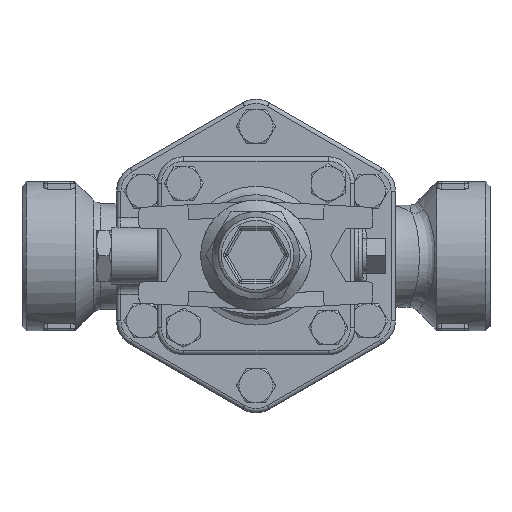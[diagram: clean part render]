
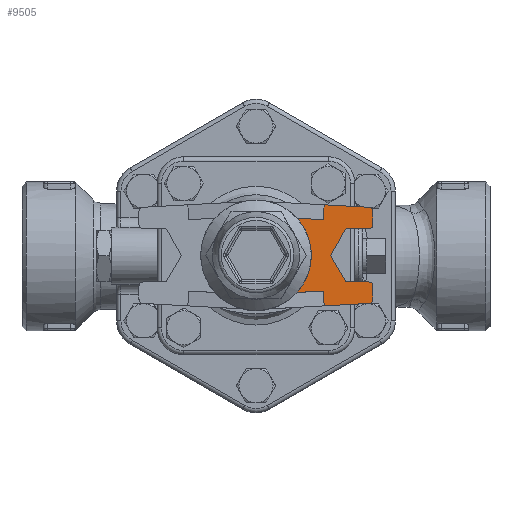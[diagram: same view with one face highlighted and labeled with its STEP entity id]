
A CAD part, top view. The second image highlights one B-rep face of the part: STEP entity #9505.
In plain terms, the highlighted planar face has unit normal (0, 0, 1).
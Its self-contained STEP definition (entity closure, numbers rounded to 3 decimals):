
#9095=CARTESIAN_POINT('',(19.285,-17.438,331.));
#9096=VERTEX_POINT('',#9095);
#9103=CARTESIAN_POINT('',(19.285,17.438,331.));
#9104=VERTEX_POINT('',#9103);
#9105=CARTESIAN_POINT('',(0.0,0.0,331.0));
#9106=DIRECTION('',(0.0,0.0,1.0));
#9107=DIRECTION('',(-1.0,0.0,0.0));
#9108=AXIS2_PLACEMENT_3D('',#9105,#9106,#9107);
#9109=CIRCLE('',#9108,26.0);
#9110=EDGE_CURVE('',#9096,#9104,#9109,.T.);
#9148=CARTESIAN_POINT('',(42.794,12.5,331.));
#9149=VERTEX_POINT('',#9148);
#9156=CARTESIAN_POINT('',(41.928,12.,331.));
#9157=VERTEX_POINT('',#9156);
#9158=CARTESIAN_POINT('',(42.794,11.5,331.0));
#9159=DIRECTION('',(0.0,0.0,1.0));
#9160=DIRECTION('',(-0.5,0.866,0.0));
#9161=AXIS2_PLACEMENT_3D('',#9158,#9159,#9160);
#9162=CIRCLE('',#9161,1.0);
#9163=EDGE_CURVE('',#9149,#9157,#9162,.T.);
#9181=CARTESIAN_POINT('',(53.0,12.5,331.));
#9182=VERTEX_POINT('',#9181);
#9189=CARTESIAN_POINT('',(53.0,12.5,331.));
#9190=DIRECTION('',(-1.0,0.0,0.0));
#9191=VECTOR('',#9190,10.206);
#9192=LINE('',#9189,#9191);
#9193=EDGE_CURVE('',#9182,#9149,#9192,.T.);
#9204=CARTESIAN_POINT('',(41.928,-12.,331.));
#9205=VERTEX_POINT('',#9204);
#9212=CARTESIAN_POINT('',(42.794,-12.5,331.));
#9213=VERTEX_POINT('',#9212);
#9214=CARTESIAN_POINT('',(42.794,-11.5,331.0));
#9215=DIRECTION('',(0.0,0.0,1.0));
#9216=DIRECTION('',(-0.5,-0.866,0.0));
#9217=AXIS2_PLACEMENT_3D('',#9214,#9215,#9216);
#9218=CIRCLE('',#9217,1.0);
#9219=EDGE_CURVE('',#9205,#9213,#9218,.T.);
#9237=CARTESIAN_POINT('',(35.,0.,331.0));
#9238=VERTEX_POINT('',#9237);
#9245=CARTESIAN_POINT('',(41.928,-12.,331.));
#9246=DIRECTION('',(-0.5,0.866,0.));
#9247=VECTOR('',#9246,13.856);
#9248=LINE('',#9245,#9247);
#9249=EDGE_CURVE('',#9205,#9238,#9248,.T.);
#9371=CARTESIAN_POINT('',(55.0,14.5,331.));
#9372=VERTEX_POINT('',#9371);
#9373=CARTESIAN_POINT('',(53.0,14.5,331.0));
#9374=DIRECTION('',(0.0,0.0,-1.0));
#9375=DIRECTION('',(0.707,-0.707,0.0));
#9376=AXIS2_PLACEMENT_3D('',#9373,#9374,#9375);
#9377=CIRCLE('',#9376,2.);
#9378=EDGE_CURVE('',#9372,#9182,#9377,.T.);
#9391=CARTESIAN_POINT('',(25.235,13.561,331.0));
#9392=DIRECTION('',(0.0,0.0,1.0));
#9393=DIRECTION('',(1.0,0.0,0.0));
#9394=AXIS2_PLACEMENT_3D('',#9391,#9392,#9393);
#9395=PLANE('',#9394);
#9396=ORIENTED_EDGE('',*,*,#9378,.F.);
#9397=CARTESIAN_POINT('',(55.0,20.606,331.));
#9398=VERTEX_POINT('',#9397);
#9399=CARTESIAN_POINT('',(55.0,20.606,331.));
#9400=DIRECTION('',(0.0,-1.0,0.0));
#9401=VECTOR('',#9400,6.106);
#9402=LINE('',#9399,#9401);
#9403=EDGE_CURVE('',#9398,#9372,#9402,.T.);
#9404=ORIENTED_EDGE('',*,*,#9403,.F.);
#9405=CARTESIAN_POINT('',(53.109,22.603,331.));
#9406=VERTEX_POINT('',#9405);
#9407=CARTESIAN_POINT('',(53.0,20.606,331.0));
#9408=DIRECTION('',(0.0,0.0,-1.0));
#9409=DIRECTION('',(0.726,0.688,0.0));
#9410=AXIS2_PLACEMENT_3D('',#9407,#9408,#9409);
#9411=CIRCLE('',#9410,2.0);
#9412=EDGE_CURVE('',#9406,#9398,#9411,.T.);
#9413=ORIENTED_EDGE('',*,*,#9412,.F.);
#9414=CARTESIAN_POINT('',(32.034,23.753,331.));
#9415=VERTEX_POINT('',#9414);
#9416=CARTESIAN_POINT('',(32.034,23.753,331.));
#9417=DIRECTION('',(0.999,-0.054,0.));
#9418=VECTOR('',#9417,21.106);
#9419=LINE('',#9416,#9418);
#9420=EDGE_CURVE('',#9415,#9406,#9419,.T.);
#9421=ORIENTED_EDGE('',*,*,#9420,.F.);
#9422=CARTESIAN_POINT('',(31.653,16.763,331.));
#9423=VERTEX_POINT('',#9422);
#9424=CARTESIAN_POINT('',(32.034,23.753,331.));
#9425=DIRECTION('',(-0.054,-0.999,0.0));
#9426=VECTOR('',#9425,7.);
#9427=LINE('',#9424,#9426);
#9428=EDGE_CURVE('',#9415,#9423,#9427,.T.);
#9429=ORIENTED_EDGE('',*,*,#9428,.T.);
#9430=CARTESIAN_POINT('',(31.653,16.763,331.));
#9431=DIRECTION('',(-0.999,0.054,0.0));
#9432=VECTOR('',#9431,12.386);
#9433=LINE('',#9430,#9432);
#9434=EDGE_CURVE('',#9423,#9104,#9433,.T.);
#9435=ORIENTED_EDGE('',*,*,#9434,.T.);
#9436=ORIENTED_EDGE('',*,*,#9110,.F.);
#9437=CARTESIAN_POINT('',(31.653,-16.763,331.));
#9438=VERTEX_POINT('',#9437);
#9439=CARTESIAN_POINT('',(19.285,-17.438,331.));
#9440=DIRECTION('',(0.999,0.054,0.0));
#9441=VECTOR('',#9440,12.386);
#9442=LINE('',#9439,#9441);
#9443=EDGE_CURVE('',#9096,#9438,#9442,.T.);
#9444=ORIENTED_EDGE('',*,*,#9443,.T.);
#9445=CARTESIAN_POINT('',(32.034,-23.753,331.));
#9446=VERTEX_POINT('',#9445);
#9447=CARTESIAN_POINT('',(31.653,-16.763,331.));
#9448=DIRECTION('',(0.054,-0.999,0.0));
#9449=VECTOR('',#9448,7.);
#9450=LINE('',#9447,#9449);
#9451=EDGE_CURVE('',#9438,#9446,#9450,.T.);
#9452=ORIENTED_EDGE('',*,*,#9451,.T.);
#9453=CARTESIAN_POINT('',(53.109,-22.603,331.));
#9454=VERTEX_POINT('',#9453);
#9455=CARTESIAN_POINT('',(32.034,-23.753,331.));
#9456=DIRECTION('',(0.999,0.054,0.));
#9457=VECTOR('',#9456,21.106);
#9458=LINE('',#9455,#9457);
#9459=EDGE_CURVE('',#9446,#9454,#9458,.T.);
#9460=ORIENTED_EDGE('',*,*,#9459,.T.);
#9461=CARTESIAN_POINT('',(55.0,-20.606,331.));
#9462=VERTEX_POINT('',#9461);
#9463=CARTESIAN_POINT('',(53.0,-20.606,331.0));
#9464=DIRECTION('',(0.0,0.0,-1.0));
#9465=DIRECTION('',(0.726,-0.688,0.0));
#9466=AXIS2_PLACEMENT_3D('',#9463,#9464,#9465);
#9467=CIRCLE('',#9466,2.0);
#9468=EDGE_CURVE('',#9462,#9454,#9467,.T.);
#9469=ORIENTED_EDGE('',*,*,#9468,.F.);
#9470=CARTESIAN_POINT('',(55.0,-14.5,331.));
#9471=VERTEX_POINT('',#9470);
#9472=CARTESIAN_POINT('',(55.0,-20.606,331.));
#9473=DIRECTION('',(0.0,1.0,0.0));
#9474=VECTOR('',#9473,6.106);
#9475=LINE('',#9472,#9474);
#9476=EDGE_CURVE('',#9462,#9471,#9475,.T.);
#9477=ORIENTED_EDGE('',*,*,#9476,.T.);
#9478=CARTESIAN_POINT('',(53.,-12.5,331.));
#9479=VERTEX_POINT('',#9478);
#9480=CARTESIAN_POINT('',(53.,-14.5,331.0));
#9481=DIRECTION('',(0.0,0.0,-1.));
#9482=DIRECTION('',(0.707,0.707,0.0));
#9483=AXIS2_PLACEMENT_3D('',#9480,#9481,#9482);
#9484=CIRCLE('',#9483,2.);
#9485=EDGE_CURVE('',#9479,#9471,#9484,.T.);
#9486=ORIENTED_EDGE('',*,*,#9485,.F.);
#9487=CARTESIAN_POINT('',(53.,-12.5,331.));
#9488=DIRECTION('',(-1.0,0.0,0.0));
#9489=VECTOR('',#9488,10.206);
#9490=LINE('',#9487,#9489);
#9491=EDGE_CURVE('',#9479,#9213,#9490,.T.);
#9492=ORIENTED_EDGE('',*,*,#9491,.T.);
#9493=ORIENTED_EDGE('',*,*,#9219,.F.);
#9494=ORIENTED_EDGE('',*,*,#9249,.T.);
#9495=CARTESIAN_POINT('',(41.928,12.,331.));
#9496=DIRECTION('',(-0.5,-0.866,0.));
#9497=VECTOR('',#9496,13.856);
#9498=LINE('',#9495,#9497);
#9499=EDGE_CURVE('',#9157,#9238,#9498,.T.);
#9500=ORIENTED_EDGE('',*,*,#9499,.F.);
#9501=ORIENTED_EDGE('',*,*,#9163,.F.);
#9502=ORIENTED_EDGE('',*,*,#9193,.F.);
#9503=EDGE_LOOP('',(#9396,#9404,#9413,#9421,#9429,#9435,#9436,#9444,#9452,#9460,#9469,#9477,#9486,#9492,#9493,#9494,#9500,#9501,#9502));
#9504=FACE_OUTER_BOUND('',#9503,.T.);
#9505=ADVANCED_FACE('',(#9504),#9395,.T.);
